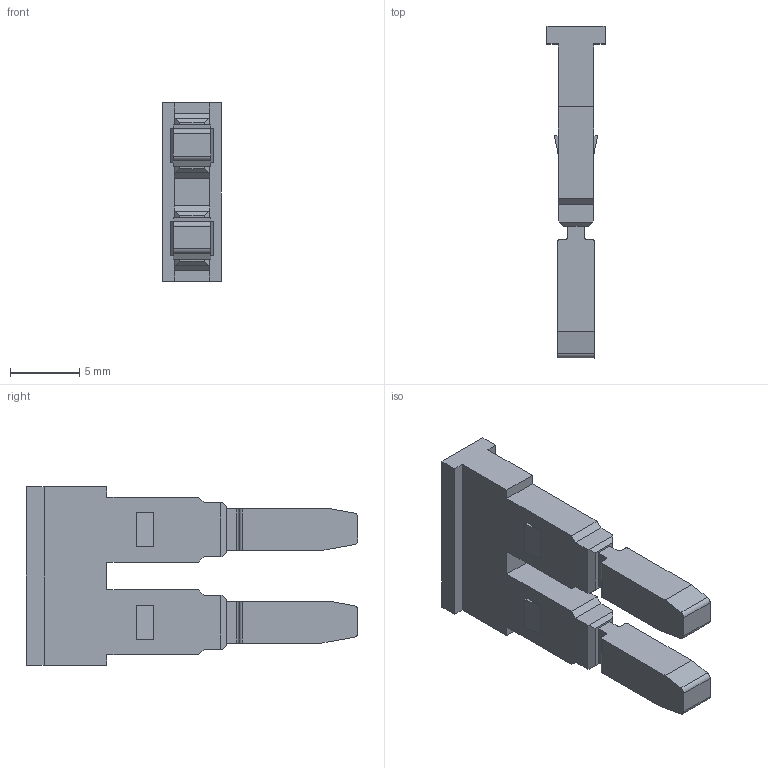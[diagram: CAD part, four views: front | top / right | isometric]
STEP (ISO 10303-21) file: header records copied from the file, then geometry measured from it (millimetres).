
FILE_DESCRIPTION (( 'STEP AP203' ), '1' );
FILE_NAME ('2''LÝ - 4 ÜST KÖPRÜ.STEP', '2020-03-23T10:37:49', ( '' ), ( '' ), 'SwSTEP 2.0', 'SolidWorks 2011', '' );
FILE_SCHEMA (( 'CONFIG_CONTROL_DESIGN' ));
Length unit declared in the file: millimetre
Products named in the file (1): 2''Lﾝ - 4 ﾜST KﾖPRﾜ
Bounding box: 4.2 x 24 x 12.9 mm (x, y, z)
Volume: 566.7 mm3; surface area: 754.1 mm2
Topology: 1 solids, 1 shells, 84 faces, 231 edges, 155 vertices
Faces by surface type: plane 72, cylinder 12
Entity records: 2720 total; most frequent: CARTESIAN_POINT 471, ORIENTED_EDGE 462, DIRECTION 425, EDGE_CURVE 231, LINE 207, VECTOR 207, VERTEX_POINT 155, AXIS2_PLACEMENT_3D 109
